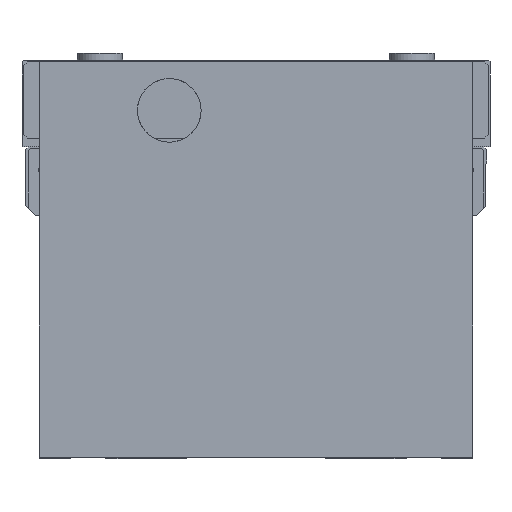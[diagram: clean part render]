
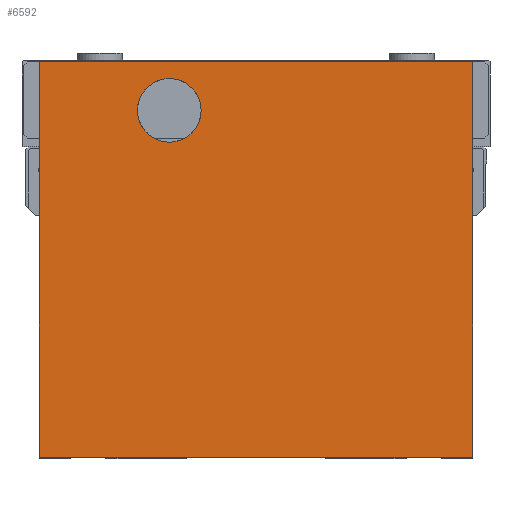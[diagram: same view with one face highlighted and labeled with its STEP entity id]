
A CAD part, left-side view. The second image highlights one B-rep face of the part: STEP entity #6592.
In plain terms, the highlighted face is planar.
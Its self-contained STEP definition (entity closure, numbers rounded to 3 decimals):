
#4030=CARTESIAN_POINT('',(689.,62.5,-57.));
#4031=VERTEX_POINT('',#4030);
#4038=CARTESIAN_POINT('',(689.,-62.5,-57.));
#4039=VERTEX_POINT('',#4038);
#4040=CARTESIAN_POINT('',(689.,-62.5,-57.));
#4041=DIRECTION('',(0.0,1.0,0.0));
#4042=VECTOR('',#4041,125.0);
#4043=LINE('',#4040,#4042);
#4044=EDGE_CURVE('',#4039,#4031,#4043,.T.);
#4994=CARTESIAN_POINT('',(689.0,-62.5,57.));
#4995=VERTEX_POINT('',#4994);
#4996=CARTESIAN_POINT('',(689.,-62.5,-57.));
#4997=DIRECTION('',(0.0,0.0,1.0));
#4998=VECTOR('',#4997,114.0);
#4999=LINE('',#4996,#4998);
#5000=EDGE_CURVE('',#4039,#4995,#4999,.T.);
#5179=CARTESIAN_POINT('',(689.,62.5,57.));
#5180=VERTEX_POINT('',#5179);
#5187=CARTESIAN_POINT('',(689.,62.5,57.));
#5188=DIRECTION('',(0.0,0.0,-1.0));
#5189=VECTOR('',#5188,114.0);
#5190=LINE('',#5187,#5189);
#5191=EDGE_CURVE('',#5180,#4031,#5190,.T.);
#6459=CARTESIAN_POINT('',(689.0,-25.,33.812));
#6460=VERTEX_POINT('',#6459);
#6461=CARTESIAN_POINT('',(689.,-25.,43.));
#6462=DIRECTION('',(-1.0,0.0,0.0));
#6463=DIRECTION('',(0.0,0.0,-1.0));
#6464=AXIS2_PLACEMENT_3D('',#6461,#6462,#6463);
#6465=CIRCLE('',#6464,9.188);
#6466=EDGE_CURVE('',#6460,#6460,#6465,.T.);
#6568=CARTESIAN_POINT('',(689.,62.5,57.));
#6569=DIRECTION('',(0.0,-1.0,0.0));
#6570=VECTOR('',#6569,125.0);
#6571=LINE('',#6568,#6570);
#6572=EDGE_CURVE('',#5180,#4995,#6571,.T.);
#6578=CARTESIAN_POINT('',(689.,0.,0.));
#6579=DIRECTION('',(1.0,0.0,0.0));
#6580=DIRECTION('',(0.0,0.0,-1.0));
#6581=AXIS2_PLACEMENT_3D('',#6578,#6579,#6580);
#6582=PLANE('',#6581);
#6583=ORIENTED_EDGE('',*,*,#6572,.T.);
#6584=ORIENTED_EDGE('',*,*,#5000,.F.);
#6585=ORIENTED_EDGE('',*,*,#4044,.T.);
#6586=ORIENTED_EDGE('',*,*,#5191,.F.);
#6587=EDGE_LOOP('',(#6583,#6584,#6585,#6586));
#6588=FACE_OUTER_BOUND('',#6587,.T.);
#6589=ORIENTED_EDGE('',*,*,#6466,.T.);
#6590=EDGE_LOOP('',(#6589));
#6591=FACE_BOUND('',#6590,.T.);
#6592=ADVANCED_FACE('',(#6588,#6591),#6582,.T.);
